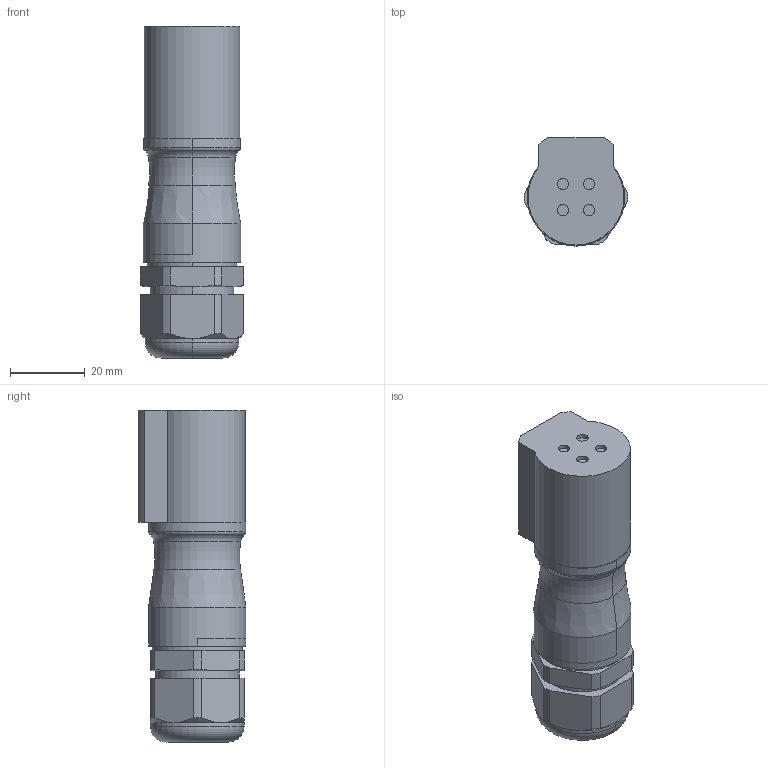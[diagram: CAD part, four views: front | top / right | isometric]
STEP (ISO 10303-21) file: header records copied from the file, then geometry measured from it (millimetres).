
FILE_DESCRIPTION((''),'2;1');
FILE_NAME('UTL1JC103G1P_SW0001','2018-02-27T',('lcourtois'),('SOURIAU'),'PRO/ENGINEER BY PARAMETRIC TECHNOLOGY CORPORATION, 2014000','PRO/ENGINEER BY PARAMETRIC TECHNOLOGY CORPORATION, 2014000','');
FILE_SCHEMA(('CONFIG_CONTROL_DESIGN'));
Length unit declared in the file: millimetre
Products named in the file (1): UTL1JC103G1P_SW0001
Bounding box: 27.59 x 28.8 x 88.6 mm (x, y, z)
Volume: 44824.8 mm3; surface area: 10442.2 mm2
Topology: 1 solids, 2 shells, 240 faces, 621 edges, 406 vertices
Faces by surface type: extrusion 93, plane 86, cylinder 39, cone 14, torus 8
Entity records: 8039 total; most frequent: CARTESIAN_POINT 2254, ORIENTED_EDGE 1242, DIRECTION 908, EDGE_CURVE 621, VERTEX_POINT 406, VECTOR 396, LINE 303, B_SPLINE_CURVE_WITH_KNOTS 303
